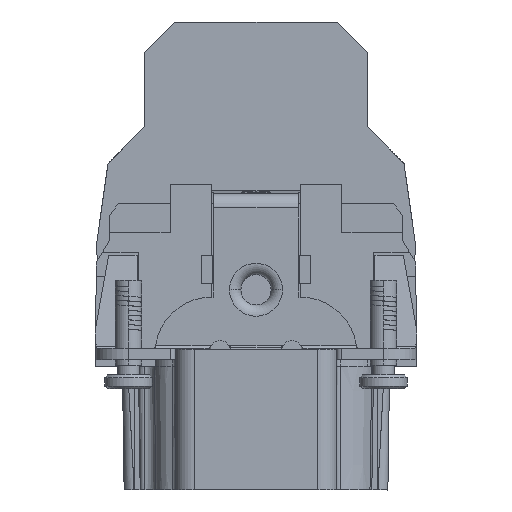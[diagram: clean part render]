
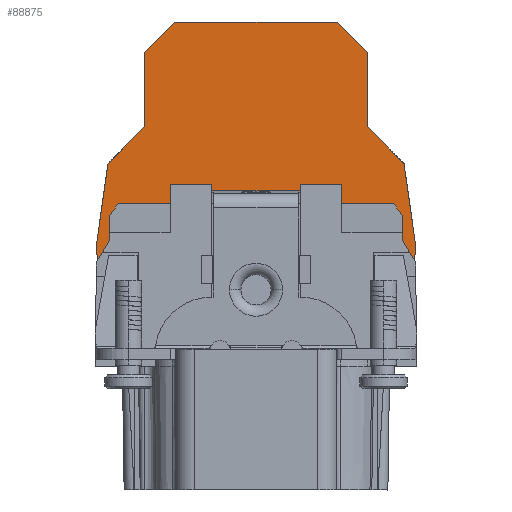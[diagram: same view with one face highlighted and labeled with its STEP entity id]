
A CAD part, left-side view. The second image highlights one B-rep face of the part: STEP entity #88875.
In plain terms, the highlighted planar face has unit normal (-1, 0, 0).
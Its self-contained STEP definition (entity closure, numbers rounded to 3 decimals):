
#9025=DIRECTION('',(0.,-0.033,-0.999));
#9026=VECTOR('',#9025,1.825);
#9027=CARTESIAN_POINT('',(-63.95,16.877,40.217));
#9028=LINE('',#9027,#9026);
#9029=DIRECTION('',(0.,0.14,-0.99));
#9030=VECTOR('',#9029,8.588);
#9031=CARTESIAN_POINT('',(-63.95,15.671,48.72));
#9032=LINE('',#9031,#9030);
#9033=DIRECTION('',(0.,0.708,-0.706));
#9034=VECTOR('',#9033,5.431);
#9035=CARTESIAN_POINT('',(-63.95,11.826,52.555));
#9036=LINE('',#9035,#9034);
#9037=DIRECTION('',(0.,0.,-1.));
#9038=VECTOR('',#9037,7.845);
#9039=CARTESIAN_POINT('',(-63.95,11.826,60.4));
#9040=LINE('',#9039,#9038);
#9041=DIRECTION('',(0.,0.706,-0.709));
#9042=VECTOR('',#9041,4.393);
#9043=CARTESIAN_POINT('',(-63.95,8.726,63.513));
#9044=LINE('',#9043,#9042);
#9045=CARTESIAN_POINT('',(-63.95,8.372,63.16));
#9046=DIRECTION('',(-1.,0.,0.));
#9047=DIRECTION('',(0.,0.,1.));
#9048=AXIS2_PLACEMENT_3D('',#9045,#9046,#9047);
#9050=DIRECTION('',(0.,1.,0.));
#9051=VECTOR('',#9050,16.744);
#9052=CARTESIAN_POINT('',(-63.95,-8.372,
63.661));
#9053=LINE('',#9052,#9051);
#9054=CARTESIAN_POINT('',(-63.95,-8.372,63.161));
#9055=DIRECTION('',(-1.,0.,0.));
#9056=DIRECTION('',(0.,-0.709,0.706));
#9057=AXIS2_PLACEMENT_3D('',#9054,#9055,#9056);
#9059=DIRECTION('',(0.,0.706,0.709));
#9060=VECTOR('',#9059,4.394);
#9061=CARTESIAN_POINT('',(-63.95,-11.827,60.4));
#9062=LINE('',#9061,#9060);
#9063=DIRECTION('',(0.,0.,1.));
#9064=VECTOR('',#9063,7.845);
#9065=CARTESIAN_POINT('',(-63.95,-11.827,52.555));
#9066=LINE('',#9065,#9064);
#9067=DIRECTION('',(0.,0.708,0.706));
#9068=VECTOR('',#9067,5.431);
#9069=CARTESIAN_POINT('',(-63.95,-15.672,48.72));
#9070=LINE('',#9069,#9068);
#9071=DIRECTION('',(0.,0.14,0.99));
#9072=VECTOR('',#9071,8.588);
#9073=CARTESIAN_POINT('',(-63.95,-16.878,40.217));
#9074=LINE('',#9073,#9072);
#9075=DIRECTION('',(0.,-0.033,0.999));
#9076=VECTOR('',#9075,1.827);
#9077=CARTESIAN_POINT('',(-63.95,-16.818,
38.391));
#9078=LINE('',#9077,#9076);
#16370=DIRECTION('',(0.,-0.53,0.848));
#16371=VECTOR('',#16370,2.485);
#16372=CARTESIAN_POINT('',(-63.95,16.817,
38.393));
#16373=LINE('',#16372,#16371);
#16382=DIRECTION('',(0.,0.,1.));
#16383=VECTOR('',#16382,2.7);
#16384=CARTESIAN_POINT('',(-63.95,15.5,40.5));
#16385=LINE('',#16384,#16383);
#16398=DIRECTION('',(0.,-0.6,0.8));
#16399=VECTOR('',#16398,1.5);
#16400=CARTESIAN_POINT('',(-63.95,15.5,43.2));
#16401=LINE('',#16400,#16399);
#16406=DIRECTION('',(0.,-1.,0.));
#16407=VECTOR('',#16406,2.);
#16408=CARTESIAN_POINT('',(-63.95,14.6,44.4));
#16409=LINE('',#16408,#16407);
#16422=DIRECTION('',(0.,-1.,0.));
#16423=VECTOR('',#16422,25.);
#16424=CARTESIAN_POINT('',(-63.95,10.4,44.4));
#16425=LINE('',#16424,#16423);
#16438=DIRECTION('',(0.,0.,-1.));
#16439=VECTOR('',#16438,8.4);
#16440=CARTESIAN_POINT('',(-63.95,12.6,44.4));
#16441=LINE('',#16440,#16439);
#16446=CARTESIAN_POINT('',(-63.95,11.5,36.));
#16447=DIRECTION('',(-1.,0.,0.));
#16448=DIRECTION('',(0.,1.,0.));
#16449=AXIS2_PLACEMENT_3D('',#16446,#16447,#16448);
#16459=DIRECTION('',(0.,0.,1.));
#16460=VECTOR('',#16459,8.4);
#16461=CARTESIAN_POINT('',(-63.95,10.4,36.));
#16462=LINE('',#16461,#16460);
#16477=DIRECTION('',(0.,0.6,0.8));
#16478=VECTOR('',#16477,1.5);
#16479=CARTESIAN_POINT('',(-63.95,-15.5,43.2));
#16480=LINE('',#16479,#16478);
#16485=DIRECTION('',(0.,0.,1.));
#16486=VECTOR('',#16485,2.7);
#16487=CARTESIAN_POINT('',(-63.95,-15.5,40.5));
#16488=LINE('',#16487,#16486);
#16501=DIRECTION('',(0.,0.53,0.848));
#16502=VECTOR('',#16501,2.487);
#16503=CARTESIAN_POINT('',(-63.95,-16.818,
38.391));
#16504=LINE('',#16503,#16502);
#64803=CARTESIAN_POINT('',(-63.95,-8.726,
63.514));
#64804=CARTESIAN_POINT('',(-63.95,-8.372,
63.661));
#64805=VERTEX_POINT('',#64803);
#64806=VERTEX_POINT('',#64804);
#64807=CARTESIAN_POINT('',(-63.95,8.372,
63.66));
#64808=VERTEX_POINT('',#64807);
#64809=CARTESIAN_POINT('',(-63.95,8.726,
63.513));
#64810=VERTEX_POINT('',#64809);
#64811=CARTESIAN_POINT('',(-63.95,11.826,60.4));
#64812=VERTEX_POINT('',#64811);
#64813=CARTESIAN_POINT('',(-63.95,11.826,52.555));
#64814=VERTEX_POINT('',#64813);
#64815=CARTESIAN_POINT('',(-63.95,15.671,48.72));
#64816=VERTEX_POINT('',#64815);
#64817=CARTESIAN_POINT('',(-63.95,16.877,40.217));
#64818=VERTEX_POINT('',#64817);
#64819=CARTESIAN_POINT('',(-63.95,-16.878,40.217));
#64820=CARTESIAN_POINT('',(-63.95,-15.672,48.72));
#64821=VERTEX_POINT('',#64819);
#64822=VERTEX_POINT('',#64820);
#64823=CARTESIAN_POINT('',(-63.95,-11.827,52.555));
#64824=VERTEX_POINT('',#64823);
#64825=CARTESIAN_POINT('',(-63.95,-11.827,60.4));
#64826=VERTEX_POINT('',#64825);
#64915=CARTESIAN_POINT('',(-63.95,16.817,
38.393));
#64917=VERTEX_POINT('',#64915);
#64925=CARTESIAN_POINT('',(-63.95,-16.818,
38.391));
#64926=VERTEX_POINT('',#64925);
#64927=CARTESIAN_POINT('',(-63.95,-15.5,40.5));
#64928=VERTEX_POINT('',#64927);
#64929=CARTESIAN_POINT('',(-63.95,-15.5,43.2));
#64930=VERTEX_POINT('',#64929);
#64931=CARTESIAN_POINT('',(-63.95,-14.6,44.4));
#64932=VERTEX_POINT('',#64931);
#64933=CARTESIAN_POINT('',(-63.95,14.6,44.4));
#64934=CARTESIAN_POINT('',(-63.95,12.6,44.4));
#64935=VERTEX_POINT('',#64933);
#64936=VERTEX_POINT('',#64934);
#64937=CARTESIAN_POINT('',(-63.95,10.4,44.4));
#64938=VERTEX_POINT('',#64937);
#64939=CARTESIAN_POINT('',(-63.95,15.5,43.2));
#64940=VERTEX_POINT('',#64939);
#64941=CARTESIAN_POINT('',(-63.95,15.5,40.5));
#64942=VERTEX_POINT('',#64941);
#65087=CARTESIAN_POINT('',(-63.95,12.6,36.));
#65088=VERTEX_POINT('',#65087);
#65089=CARTESIAN_POINT('',(-63.95,10.4,36.));
#65090=VERTEX_POINT('',#65089);
#88827=CARTESIAN_POINT('',(-63.95,-17.,25.7));
#88828=DIRECTION('',(1.,0.,0.));
#88829=DIRECTION('',(0.,0.,1.));
#88830=AXIS2_PLACEMENT_3D('',#88827,#88828,#88829);
#88831=PLANE('',#88830);
#88833=ORIENTED_EDGE('',*,*,#88832,.T.);
#88835=ORIENTED_EDGE('',*,*,#88834,.T.);
#88837=ORIENTED_EDGE('',*,*,#88836,.T.);
#88839=ORIENTED_EDGE('',*,*,#88838,.F.);
#88841=ORIENTED_EDGE('',*,*,#88840,.F.);
#88843=ORIENTED_EDGE('',*,*,#88842,.F.);
#88845=ORIENTED_EDGE('',*,*,#88844,.F.);
#88847=ORIENTED_EDGE('',*,*,#88846,.F.);
#88849=ORIENTED_EDGE('',*,*,#88848,.F.);
#88851=ORIENTED_EDGE('',*,*,#88850,.F.);
#88853=ORIENTED_EDGE('',*,*,#88852,.F.);
#88854=ORIENTED_EDGE('',*,*,#87273,.F.);
#88855=ORIENTED_EDGE('',*,*,#87361,.F.);
#88856=ORIENTED_EDGE('',*,*,#87509,.F.);
#88857=ORIENTED_EDGE('',*,*,#88115,.F.);
#88858=ORIENTED_EDGE('',*,*,#88272,.F.);
#88859=ORIENTED_EDGE('',*,*,#88805,.F.);
#88860=ORIENTED_EDGE('',*,*,#83067,.F.);
#88862=ORIENTED_EDGE('',*,*,#88861,.F.);
#88864=ORIENTED_EDGE('',*,*,#88863,.F.);
#88866=ORIENTED_EDGE('',*,*,#88865,.F.);
#88868=ORIENTED_EDGE('',*,*,#88867,.F.);
#88870=ORIENTED_EDGE('',*,*,#88869,.F.);
#88872=ORIENTED_EDGE('',*,*,#88871,.F.);
#88873=EDGE_LOOP('',(#88833,#88835,#88837,#88839,#88841,#88843,#88845,#88847,
#88849,#88851,#88853,#88854,#88855,#88856,#88857,#88858,#88859,#88860,#88862,
#88864,#88866,#88868,#88870,#88872));
#88874=FACE_OUTER_BOUND('',#88873,.F.);
#88875=ADVANCED_FACE('',(#88874),#88831,.F.);
#9049=CIRCLE('',#9048,0.5);
#9058=CIRCLE('',#9057,0.5);
#16450=CIRCLE('',#16449,1.1);
#83067=EDGE_CURVE('',#64806,#64808,#9053,.T.);
#87273=EDGE_CURVE('',#64818,#64917,#9028,.T.);
#87361=EDGE_CURVE('',#64816,#64818,#9032,.T.);
#87509=EDGE_CURVE('',#64814,#64816,#9036,.T.);
#88115=EDGE_CURVE('',#64812,#64814,#9040,.T.);
#88272=EDGE_CURVE('',#64810,#64812,#9044,.T.);
#88805=EDGE_CURVE('',#64808,#64810,#9049,.T.);
#88832=EDGE_CURVE('',#64926,#64928,#16504,.T.);
#88834=EDGE_CURVE('',#64928,#64930,#16488,.T.);
#88836=EDGE_CURVE('',#64930,#64932,#16480,.T.);
#88838=EDGE_CURVE('',#64938,#64932,#16425,.T.);
#88840=EDGE_CURVE('',#65090,#64938,#16462,.T.);
#88842=EDGE_CURVE('',#65088,#65090,#16450,.T.);
#88844=EDGE_CURVE('',#64936,#65088,#16441,.T.);
#88846=EDGE_CURVE('',#64935,#64936,#16409,.T.);
#88848=EDGE_CURVE('',#64940,#64935,#16401,.T.);
#88850=EDGE_CURVE('',#64942,#64940,#16385,.T.);
#88852=EDGE_CURVE('',#64917,#64942,#16373,.T.);
#88861=EDGE_CURVE('',#64805,#64806,#9058,.T.);
#88863=EDGE_CURVE('',#64826,#64805,#9062,.T.);
#88865=EDGE_CURVE('',#64824,#64826,#9066,.T.);
#88867=EDGE_CURVE('',#64822,#64824,#9070,.T.);
#88869=EDGE_CURVE('',#64821,#64822,#9074,.T.);
#88871=EDGE_CURVE('',#64926,#64821,#9078,.T.);
